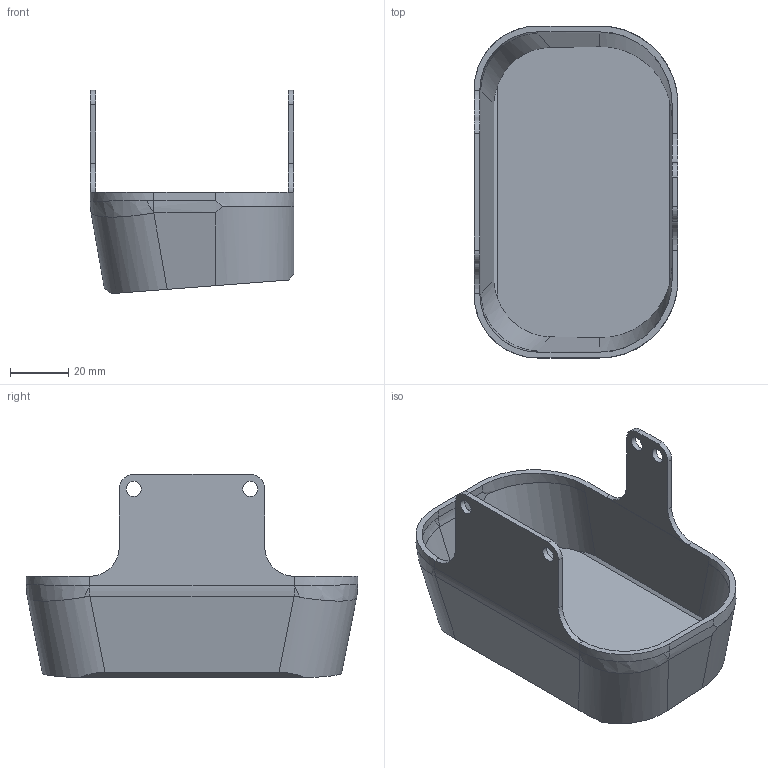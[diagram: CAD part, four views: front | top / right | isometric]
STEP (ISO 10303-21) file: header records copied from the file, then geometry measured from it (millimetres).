
FILE_DESCRIPTION(/* description */ (''),/* implementation_level */ '2;1');
FILE_NAME(/* name */ '5ef50eab5ea0be0fb47f822f',/* time_stamp */ '2020-06-25T20:53:00+00:00',/* author */ (''),/* organization */ (''),/* preprocessor_version */ 'ST-DEVELOPER v16.7',/* originating_system */ $,/* authorisation */ $);
FILE_SCHEMA (('AUTOMOTIVE_DESIGN {1 0 10303 214 3 1 1}'));
Length unit declared in the file: metre
Products named in the file (1): Rear_Cover
Bounding box: 70 x 114 x 69.82 mm (x, y, z)
Volume: 35843.4 mm3; surface area: 37111.6 mm2
Topology: 1 solids, 1 shells, 79 faces, 212 edges, 136 vertices
Faces by surface type: cylinder 34, plane 33, bspline 7, sphere 5
Full cylindrical faces by diameter (mm): 5.2 x4
Entity records: 2993 total; most frequent: CARTESIAN_POINT 1052, ORIENTED_EDGE 416, DIRECTION 364, EDGE_CURVE 208, VERTEX_POINT 136, AXIS2_PLACEMENT_3D 131, LINE 102, VECTOR 102
